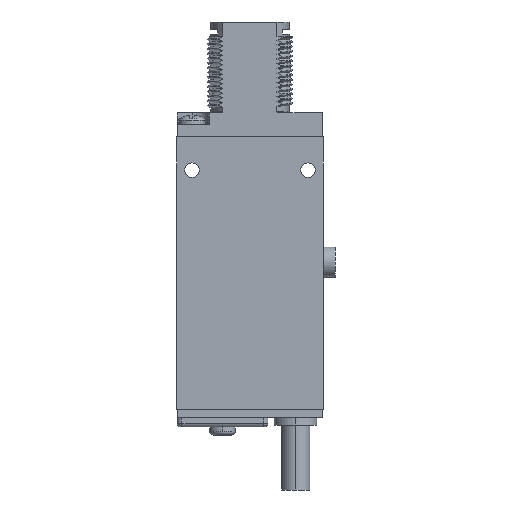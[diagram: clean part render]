
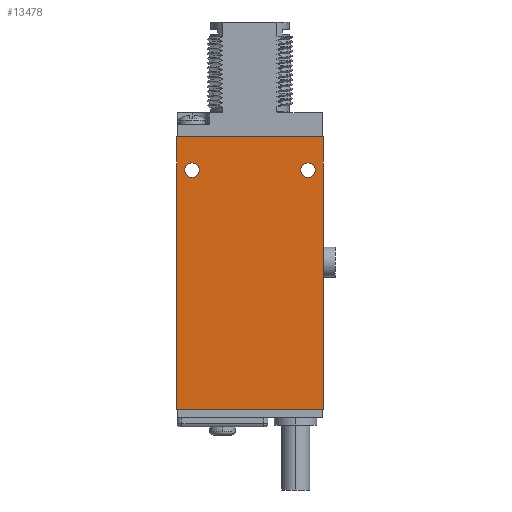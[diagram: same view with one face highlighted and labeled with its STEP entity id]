
A CAD part, left-side view. The second image highlights one B-rep face of the part: STEP entity #13478.
In plain terms, the highlighted planar face has unit normal (-1, 0, 0).
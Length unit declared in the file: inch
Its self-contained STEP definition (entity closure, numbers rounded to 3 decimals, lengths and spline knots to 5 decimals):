
#2037=DIRECTION('',(0.,0.,-1.));
#2038=VECTOR('',#2037,2.25);
#2039=CARTESIAN_POINT('',(-0.24,0.,0.));
#2040=LINE('',#2039,#2038);
#2041=DIRECTION('',(0.,1.,0.));
#2042=VECTOR('',#2041,1.21);
#2043=CARTESIAN_POINT('',(-0.24,0.,-2.25));
#2044=LINE('',#2043,#2042);
#2045=DIRECTION('',(0.,0.,1.));
#2046=VECTOR('',#2045,2.25);
#2047=CARTESIAN_POINT('',(-0.24,1.21,-2.25));
#2048=LINE('',#2047,#2046);
#2049=DIRECTION('',(0.,-1.,0.));
#2050=VECTOR('',#2049,1.21);
#2051=CARTESIAN_POINT('',(-0.24,1.21,0.));
#2052=LINE('',#2051,#2050);
#2053=CARTESIAN_POINT('',(-0.24,1.085,-0.275));
#2054=DIRECTION('',(1.,0.,0.));
#2055=DIRECTION('',(0.,0.,-1.));
#2056=AXIS2_PLACEMENT_3D('',#2053,#2054,#2055);
#2058=CARTESIAN_POINT('',(-0.24,1.085,-0.275));
#2059=DIRECTION('',(1.,0.,0.));
#2060=DIRECTION('',(0.,0.,1.));
#2061=AXIS2_PLACEMENT_3D('',#2058,#2059,#2060);
#2063=CARTESIAN_POINT('',(-0.24,0.125,-0.275));
#2064=DIRECTION('',(1.,0.,0.));
#2065=DIRECTION('',(0.,0.,-1.));
#2066=AXIS2_PLACEMENT_3D('',#2063,#2064,#2065);
#2068=CARTESIAN_POINT('',(-0.24,0.125,-0.275));
#2069=DIRECTION('',(1.,0.,0.));
#2070=DIRECTION('',(0.,0.,1.));
#2071=AXIS2_PLACEMENT_3D('',#2068,#2069,#2070);
#9294=CARTESIAN_POINT('',(-0.24,0.,0.));
#9295=CARTESIAN_POINT('',(-0.24,0.,-2.25));
#9296=VERTEX_POINT('',#9294);
#9297=VERTEX_POINT('',#9295);
#9298=CARTESIAN_POINT('',(-0.24,1.21,-2.25));
#9299=VERTEX_POINT('',#9298);
#9300=CARTESIAN_POINT('',(-0.24,1.21,0.));
#9301=VERTEX_POINT('',#9300);
#9318=CARTESIAN_POINT('',(-0.24,1.085,-0.335));
#9319=CARTESIAN_POINT('',(-0.24,1.085,-0.215));
#9320=VERTEX_POINT('',#9318);
#9321=VERTEX_POINT('',#9319);
#9322=CARTESIAN_POINT('',(-0.24,0.125,-0.335));
#9323=CARTESIAN_POINT('',(-0.24,0.125,-0.215));
#9324=VERTEX_POINT('',#9322);
#9325=VERTEX_POINT('',#9323);
#13452=CARTESIAN_POINT('',(-0.24,0.,0.));
#13453=DIRECTION('',(1.,0.,0.));
#13454=DIRECTION('',(0.,0.,-1.));
#13455=AXIS2_PLACEMENT_3D('',#13452,#13453,#13454);
#13456=PLANE('',#13455);
#13458=ORIENTED_EDGE('',*,*,#13457,.T.);
#13459=ORIENTED_EDGE('',*,*,#13432,.T.);
#13461=ORIENTED_EDGE('',*,*,#13460,.T.);
#13463=ORIENTED_EDGE('',*,*,#13462,.T.);
#13464=EDGE_LOOP('',(#13458,#13459,#13461,#13463));
#13465=FACE_OUTER_BOUND('',#13464,.F.);
#13467=ORIENTED_EDGE('',*,*,#13466,.F.);
#13469=ORIENTED_EDGE('',*,*,#13468,.F.);
#13470=EDGE_LOOP('',(#13467,#13469));
#13471=FACE_BOUND('',#13470,.F.);
#13473=ORIENTED_EDGE('',*,*,#13472,.F.);
#13475=ORIENTED_EDGE('',*,*,#13474,.F.);
#13476=EDGE_LOOP('',(#13473,#13475));
#13477=FACE_BOUND('',#13476,.F.);
#13478=ADVANCED_FACE('',(#13465,#13471,#13477),#13456,.F.);
#2057=CIRCLE('',#2056,0.06);
#2062=CIRCLE('',#2061,0.06);
#2067=CIRCLE('',#2066,0.06);
#2072=CIRCLE('',#2071,0.06);
#13432=EDGE_CURVE('',#9297,#9299,#2044,.T.);
#13457=EDGE_CURVE('',#9296,#9297,#2040,.T.);
#13460=EDGE_CURVE('',#9299,#9301,#2048,.T.);
#13462=EDGE_CURVE('',#9301,#9296,#2052,.T.);
#13466=EDGE_CURVE('',#9320,#9321,#2057,.T.);
#13468=EDGE_CURVE('',#9321,#9320,#2062,.T.);
#13472=EDGE_CURVE('',#9324,#9325,#2067,.T.);
#13474=EDGE_CURVE('',#9325,#9324,#2072,.T.);
